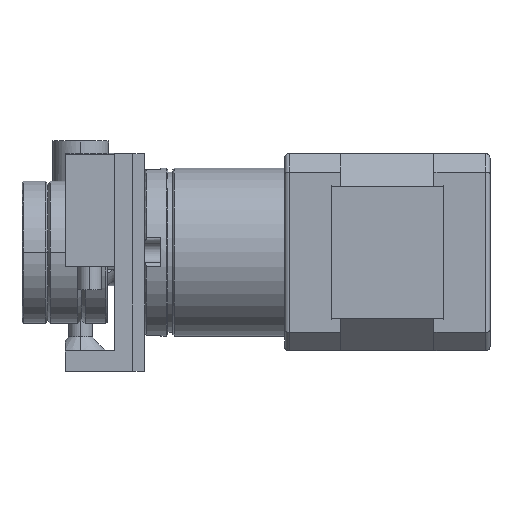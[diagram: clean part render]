
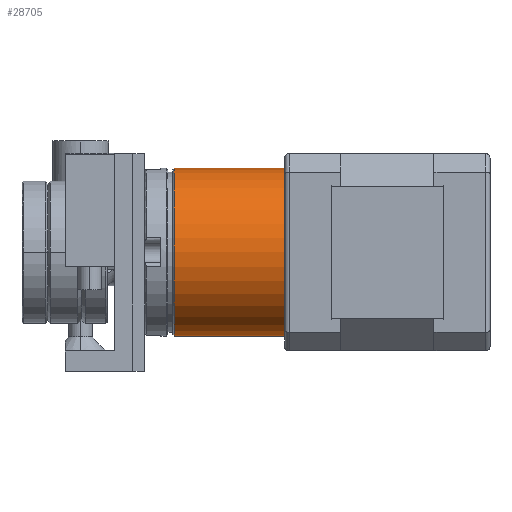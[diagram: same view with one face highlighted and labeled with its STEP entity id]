
A CAD part, left-side view. The second image highlights one B-rep face of the part: STEP entity #28705.
In plain terms, the highlighted cylindrical face has radius 18 mm (diameter 36 mm), a partial arc.
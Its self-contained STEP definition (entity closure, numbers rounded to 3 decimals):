
#79 = CARTESIAN_POINT ( 'NONE',  ( 0., 18., -18. ) ) ;
#1868 = DIRECTION ( 'NONE',  ( -1., 0., 0. ) ) ;
#2459 = AXIS2_PLACEMENT_3D ( 'NONE', #2974, #13101, #28294 ) ;
#2924 = DIRECTION ( 'NONE',  ( -1., 0., 0. ) ) ;
#2974 = CARTESIAN_POINT ( 'NONE',  ( 0., 18., 0. ) ) ;
#3051 = ORIENTED_EDGE ( 'NONE', *, *, #10986, .F. ) ;
#3098 = LINE ( 'NONE', #8066, #7223 ) ;
#4289 = CARTESIAN_POINT ( 'NONE',  ( -23.625, 18., -18. ) ) ;
#4343 = CYLINDRICAL_SURFACE ( 'NONE', #20152, 18. ) ;
#5269 = ORIENTED_EDGE ( 'NONE', *, *, #8470, .T. ) ;
#5614 = CARTESIAN_POINT ( 'NONE',  ( 0., 18., 18. ) ) ;
#7223 = VECTOR ( 'NONE', #2924, 1000. ) ;
#8066 = CARTESIAN_POINT ( 'NONE',  ( -55., 18., 18. ) ) ;
#8470 = EDGE_CURVE ( 'NONE', #20777, #26934, #24761, .T. ) ;
#10942 = CARTESIAN_POINT ( 'NONE',  ( -23.625, 18., 18. ) ) ;
#10986 = EDGE_CURVE ( 'NONE', #18902, #31663, #3098, .T. ) ;
#11265 = CARTESIAN_POINT ( 'NONE',  ( -23.625, 18., 0. ) ) ;
#12304 = DIRECTION ( 'NONE',  ( 0., 0., 1. ) ) ;
#12514 = CIRCLE ( 'NONE', #2459, 18. ) ;
#13101 = DIRECTION ( 'NONE',  ( -1., 0., 0. ) ) ;
#14485 = DIRECTION ( 'NONE',  ( -1., 0., 0. ) ) ;
#15784 = AXIS2_PLACEMENT_3D ( 'NONE', #11265, #26145, #31766 ) ;
#16983 = CARTESIAN_POINT ( 'NONE',  ( -55., 18., -18. ) ) ;
#18517 = EDGE_LOOP ( 'NONE', ( #29712, #5269, #28528, #3051 ) ) ;
#18899 = EDGE_CURVE ( 'NONE', #18902, #20777, #12514, .T. ) ;
#18902 = VERTEX_POINT ( 'NONE', #5614 ) ;
#20133 = EDGE_CURVE ( 'NONE', #26934, #31663, #25811, .T. ) ;
#20152 = AXIS2_PLACEMENT_3D ( 'NONE', #29821, #1868, #12304 ) ;
#20777 = VERTEX_POINT ( 'NONE', #79 ) ;
#22737 = FACE_OUTER_BOUND ( 'NONE', #18517, .T. ) ;
#24761 = LINE ( 'NONE', #16983, #31970 ) ;
#25811 = CIRCLE ( 'NONE', #15784, 18. ) ;
#26145 = DIRECTION ( 'NONE',  ( 1., 0., 0. ) ) ;
#26934 = VERTEX_POINT ( 'NONE', #4289 ) ;
#28294 = DIRECTION ( 'NONE',  ( 0., 0., 1. ) ) ;
#28528 = ORIENTED_EDGE ( 'NONE', *, *, #20133, .T. ) ;
#28705 = ADVANCED_FACE ( 'NONE', ( #22737 ), #4343, .T. ) ;
#29712 = ORIENTED_EDGE ( 'NONE', *, *, #18899, .T. ) ;
#29821 = CARTESIAN_POINT ( 'NONE',  ( -55., 18., 0. ) ) ;
#31663 = VERTEX_POINT ( 'NONE', #10942 ) ;
#31766 = DIRECTION ( 'NONE',  ( 0., 0., 1. ) ) ;
#31970 = VECTOR ( 'NONE', #14485, 1000. ) ;
